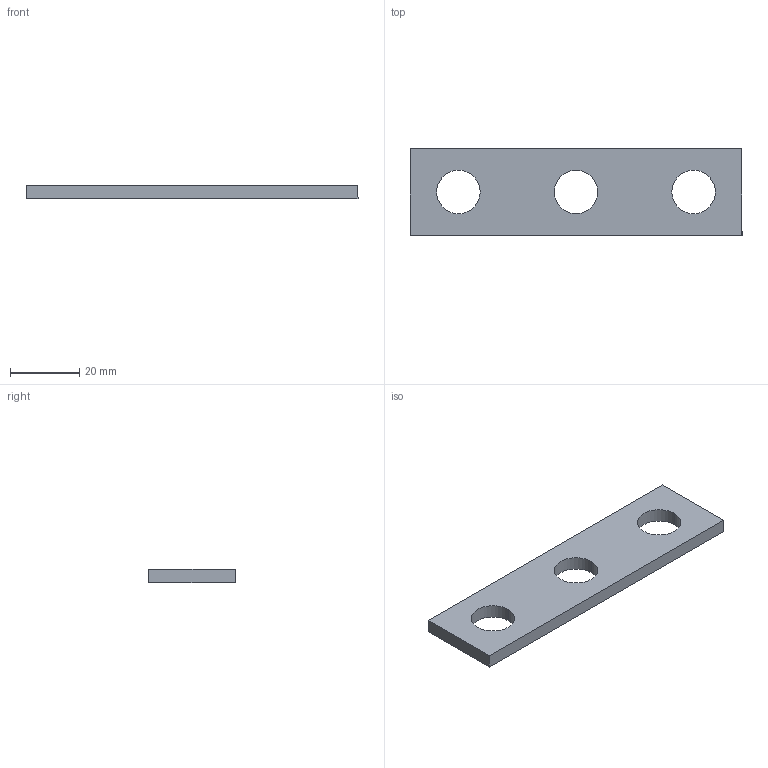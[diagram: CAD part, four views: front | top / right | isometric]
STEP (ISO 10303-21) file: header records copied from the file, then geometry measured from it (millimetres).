
FILE_DESCRIPTION(('Creo Elements/Direct Modeling STEP Export'),'2;1');
FILE_NAME('model.stp','2019-02-27T 0:14:02',(''),(''),'Creo Elements/Direct Modeling STEP processor for AP214 (Solid Model)','Creo Elements/Direct Modeling 20.1A 29-Sep-2018 (C) Parametric Technology GmbH','');
FILE_SCHEMA(('AUTOMOTIVE_DESIGN { 1 0 10303 214 1 1 1 1 }'));
Length unit declared in the file: millimetre
Products named in the file (2): HV_M12_1_VS_3
Assembly tree (1 placements, depth 2):
  HV_M12_1_VS_3
    HV_M12_1_VS_3
Bounding box: 96 x 25 x 4 mm (x, y, z)
Volume: 8103.7 mm3; surface area: 5494.9 mm2
Topology: 1 solids, 1 shells, 12 faces, 30 edges, 20 vertices
Faces by surface type: cylinder 6, plane 6
Entity records: 489 total; most frequent: ORIENTED_EDGE 60, CARTESIAN_POINT 58, DIRECTION 58, EDGE_CURVE 30, AXIS2_PLACEMENT_3D 20, VERTEX_POINT 20, EDGE_LOOP 18, VECTOR 18
